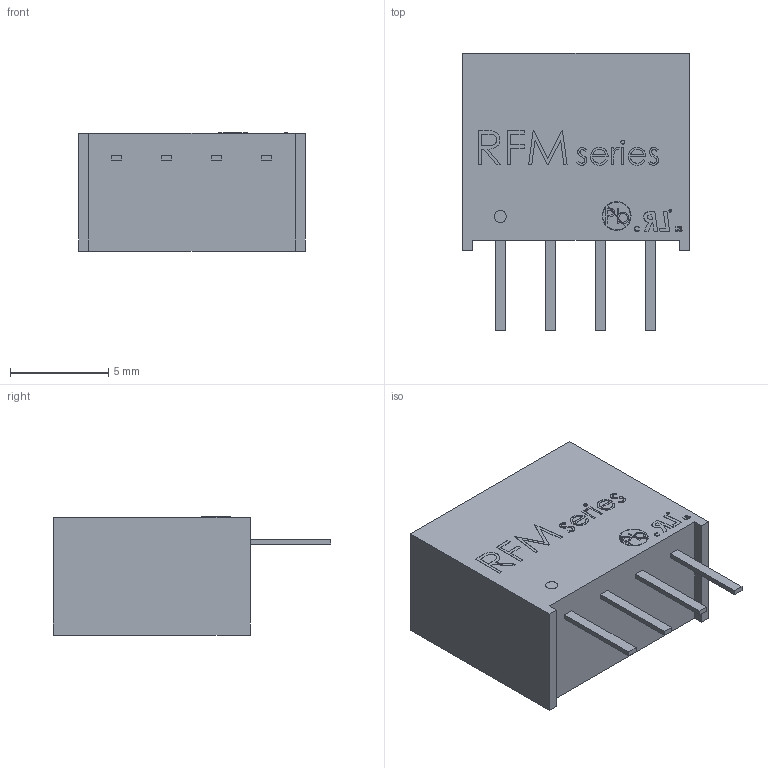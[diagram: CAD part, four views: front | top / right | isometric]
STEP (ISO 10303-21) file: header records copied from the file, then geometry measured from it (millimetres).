
FILE_DESCRIPTION (( 'STEP AP203' ), '1' );
FILE_NAME ('RFM-0505S.STEP', '2021-03-25T13:55:51', ( '' ), ( '' ), 'SwSTEP 2.0', 'SolidWorks 2018', '' );
FILE_SCHEMA (( 'CONFIG_CONTROL_DESIGN' ));
Length unit declared in the file: millimetre
Products named in the file (2): RFM-0505S
Bounding box: 11.5 x 14.11 x 6.01 mm (x, y, z)
Volume: 660.4 mm3; surface area: 512.7 mm2
Topology: 1 solids, 1 shells, 405 faces, 1087 edges, 720 vertices
Faces by surface type: plane 238, bspline 156, cylinder 11
Entity records: 19361 total; most frequent: CARTESIAN_POINT 10133, ORIENTED_EDGE 2174, DIRECTION 1285, EDGE_CURVE 1087, LINE 739, VECTOR 739, VERTEX_POINT 720, EDGE_LOOP 449
